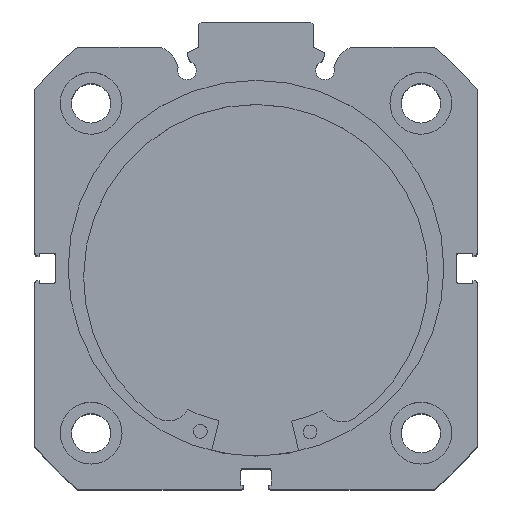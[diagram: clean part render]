
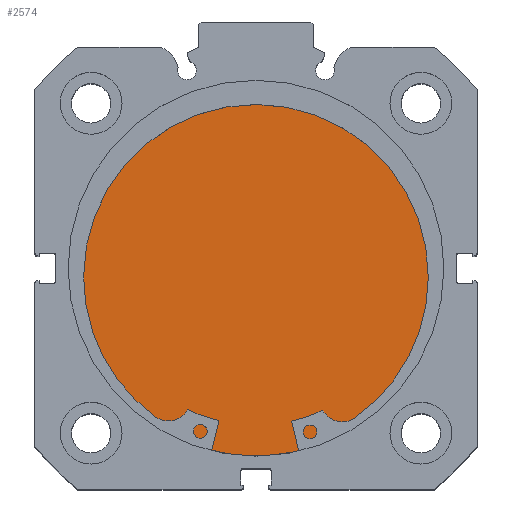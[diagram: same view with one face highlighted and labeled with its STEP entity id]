
A CAD part, top view. The second image highlights one B-rep face of the part: STEP entity #2574.
In plain terms, the highlighted face is planar.
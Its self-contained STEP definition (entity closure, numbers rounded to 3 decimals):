
#449 = EDGE_CURVE ( 'NONE', #2800, #2801, #4043, .T. ) ;
#506 = EDGE_CURVE ( 'NONE', #2801, #2800, #4140, .T. ) ;
#852 = AXIS2_PLACEMENT_3D ( 'NONE', #1650, #1652, #1653 ) ;
#873 = AXIS2_PLACEMENT_3D ( 'NONE', #1799, #1807, #1808 ) ;
#1118 = AXIS2_PLACEMENT_3D ( 'NONE', #5808, #5836, #5837 ) ;
#1650 = CARTESIAN_POINT ( 'NONE',  ( 12., 0., 0. ) ) ;
#1652 = DIRECTION ( 'NONE',  ( -1., 0., 0. ) ) ;
#1653 = DIRECTION ( 'NONE',  ( 0., 0., 1. ) ) ;
#1799 = CARTESIAN_POINT ( 'NONE',  ( 12., 0., 0. ) ) ;
#1807 = DIRECTION ( 'NONE',  ( -1., 0., 0. ) ) ;
#1808 = DIRECTION ( 'NONE',  ( 0., 0., 1. ) ) ;
#2574 = ADVANCED_FACE ( 'NONE', ( #5130 ), #5829, .F. ) ;
#2800 = VERTEX_POINT ( 'NONE', #6151 ) ;
#2801 = VERTEX_POINT ( 'NONE', #6157 ) ;
#3487 = ORIENTED_EDGE ( 'NONE', *, *, #506, .F. ) ;
#3489 = ORIENTED_EDGE ( 'NONE', *, *, #449, .F. ) ;
#4043 = CIRCLE ( 'NONE', #852, 41. ) ;
#4140 = CIRCLE ( 'NONE', #873, 41. ) ;
#4668 = EDGE_LOOP ( 'NONE', ( #3487, #3489 ) ) ;
#5130 = FACE_OUTER_BOUND ( 'NONE', #4668, .T. ) ;
#5808 = CARTESIAN_POINT ( 'NONE',  ( 12., 41., 0. ) ) ;
#5829 = PLANE ( 'NONE',  #1118 ) ;
#5836 = DIRECTION ( 'NONE',  ( -1., 0., 0. ) ) ;
#5837 = DIRECTION ( 'NONE',  ( 0., 0., 1. ) ) ;
#6151 = CARTESIAN_POINT ( 'NONE',  ( 12., 0., -41. ) ) ;
#6157 = CARTESIAN_POINT ( 'NONE',  ( 12., 0., 41. ) ) ;
